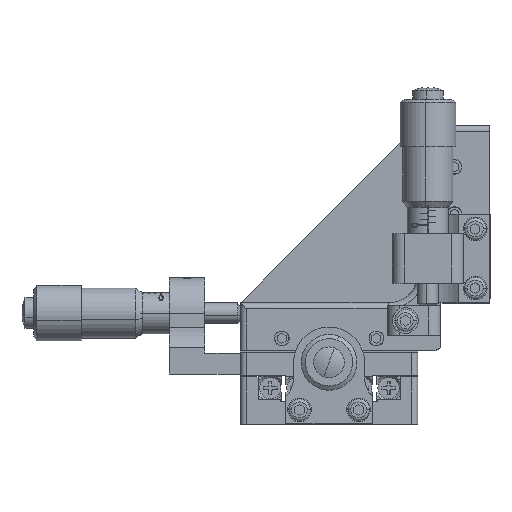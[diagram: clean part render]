
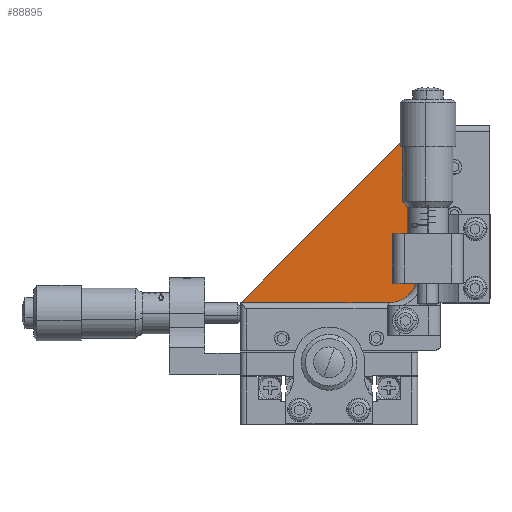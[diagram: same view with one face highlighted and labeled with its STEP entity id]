
A CAD part, top view. The second image highlights one B-rep face of the part: STEP entity #88895.
In plain terms, the highlighted planar face has unit normal (0, 0, 1).
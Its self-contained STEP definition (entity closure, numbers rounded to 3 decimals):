
#8286 = CARTESIAN_POINT ( 'NONE',  ( 15., 42.5, 3.1 ) ) ;
#10326 = VERTEX_POINT ( 'NONE', #42953 ) ;
#13769 = VECTOR ( 'NONE', #32968, 1000. ) ;
#15780 = DIRECTION ( 'NONE',  ( -0.707, -0.707, 0. ) ) ;
#21047 = DIRECTION ( 'NONE',  ( 1., 0., 0. ) ) ;
#21732 = LINE ( 'NONE', #80220, #32451 ) ;
#22808 = CARTESIAN_POINT ( 'NONE',  ( -15., 12.5, 3.1 ) ) ;
#24072 = CARTESIAN_POINT ( 'NONE',  ( 15., 17.5, 3.1 ) ) ;
#24901 = ORIENTED_EDGE ( 'NONE', *, *, #66579, .T. ) ;
#24983 = VERTEX_POINT ( 'NONE', #24072 ) ;
#25460 = DIRECTION ( 'NONE',  ( 0., 1., 0. ) ) ;
#31176 = PLANE ( 'NONE',  #77550 ) ;
#31486 = CARTESIAN_POINT ( 'NONE',  ( 10., 17.5, 3.1 ) ) ;
#32170 = ORIENTED_EDGE ( 'NONE', *, *, #83431, .T. ) ;
#32451 = VECTOR ( 'NONE', #25460, 1000. ) ;
#32968 = DIRECTION ( 'NONE',  ( 1., 0., 0. ) ) ;
#42953 = CARTESIAN_POINT ( 'NONE',  ( 10., 12.5, 3.1 ) ) ;
#44922 = DIRECTION ( 'NONE',  ( 0., 0., 1. ) ) ;
#49062 = EDGE_CURVE ( 'NONE', #59749, #10326, #69458, .T. ) ;
#52476 = DIRECTION ( 'NONE',  ( 1., 0., 0. ) ) ;
#53871 = VECTOR ( 'NONE', #15780, 1000. ) ;
#55258 = FACE_OUTER_BOUND ( 'NONE', #87272, .T. ) ;
#56415 = CARTESIAN_POINT ( 'NONE',  ( 10., 17.5, 3.1 ) ) ;
#57656 = ORIENTED_EDGE ( 'NONE', *, *, #49062, .T. ) ;
#58167 = LINE ( 'NONE', #8286, #53871 ) ;
#59749 = VERTEX_POINT ( 'NONE', #22808 ) ;
#62130 = DIRECTION ( 'NONE',  ( 0., 0., 1. ) ) ;
#66579 = EDGE_CURVE ( 'NONE', #24983, #66937, #21732, .T. ) ;
#66937 = VERTEX_POINT ( 'NONE', #88421 ) ;
#67108 = EDGE_CURVE ( 'NONE', #10326, #24983, #80548, .T. ) ;
#67123 = CARTESIAN_POINT ( 'NONE',  ( -15., 12.5, 3.1 ) ) ;
#69458 = LINE ( 'NONE', #67123, #13769 ) ;
#72412 = ORIENTED_EDGE ( 'NONE', *, *, #67108, .T. ) ;
#77550 = AXIS2_PLACEMENT_3D ( 'NONE', #31486, #44922, #52476 ) ;
#80220 = CARTESIAN_POINT ( 'NONE',  ( 15., 17.5, 3.1 ) ) ;
#80548 = CIRCLE ( 'NONE', #85039, 5. ) ;
#83431 = EDGE_CURVE ( 'NONE', #66937, #59749, #58167, .T. ) ;
#85039 = AXIS2_PLACEMENT_3D ( 'NONE', #56415, #62130, #21047 ) ;
#87272 = EDGE_LOOP ( 'NONE', ( #32170, #57656, #72412, #24901 ) ) ;
#88421 = CARTESIAN_POINT ( 'NONE',  ( 15., 42.5, 3.1 ) ) ;
#88895 = ADVANCED_FACE ( 'NONE', ( #55258 ), #31176, .T. ) ;
